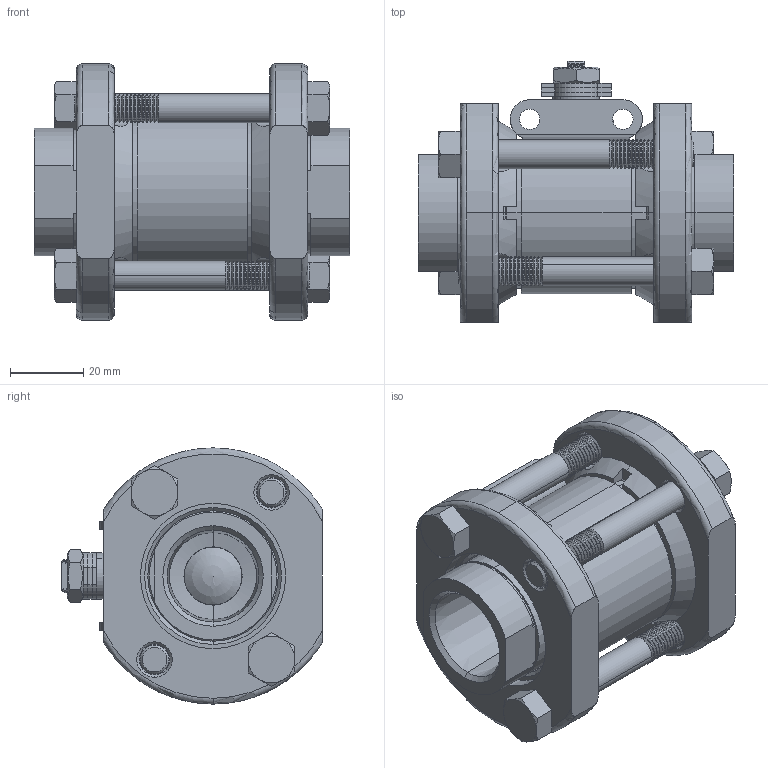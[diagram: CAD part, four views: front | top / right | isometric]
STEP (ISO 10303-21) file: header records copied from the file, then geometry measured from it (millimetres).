
FILE_DESCRIPTION (( 'STEP AP203' ), '1' );
FILE_NAME ('26XXSESZ.step', '2018-03-26T16:33:09', ( '' ), ( '' ), 'SwSTEP 2.0', 'SolidWorks 2017', '' );
FILE_SCHEMA (( 'CONFIG_CONTROL_DESIGN' ));
Products named in the file (1): 26XXSESZ
Bounding box: 86 x 71.16 x 69.85 mm (x, y, z)
Volume: 140809.5 mm3; surface area: 70634.7 mm2
Topology: 26 solids, 26 shells, 1191 faces, 3053 edges, 1923 vertices
Faces by surface type: cone 482, cylinder 393, plane 188, bspline 80, torus 46, sphere 2
Entity records: 80057 total; most frequent: CARTESIAN_POINT 51101, DIRECTION 6291, ORIENTED_EDGE 6094, EDGE_CURVE 3047, AXIS2_PLACEMENT_3D 2578, VERTEX_POINT 1919, CIRCLE 1466, EDGE_LOOP 1270
